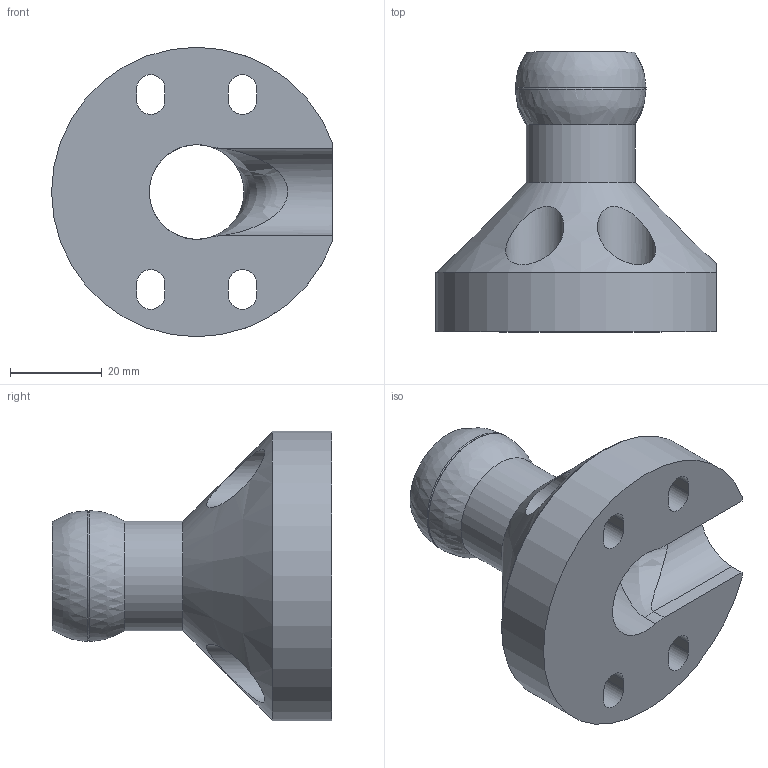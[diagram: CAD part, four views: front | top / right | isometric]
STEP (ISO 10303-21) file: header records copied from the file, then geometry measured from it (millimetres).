
FILE_DESCRIPTION (( 'STEP AP214' ), '1' );
FILE_NAME ('SLM-1.STEP', '2023-03-09T11:33:58', ( '' ), ( '' ), 'SwSTEP 2.0', 'SolidWorks 2021', '' );
FILE_SCHEMA (( 'AUTOMOTIVE_DESIGN' ));
Length unit declared in the file: inch
Products named in the file (1): SLM-1
Bounding box: 61.22 x 61 x 63.12 mm (x, y, z)
Volume: 53813.7 mm3; surface area: 17540.3 mm2
Topology: 1 solids, 1 shells, 41 faces, 102 edges, 68 vertices
Faces by surface type: cylinder 18, plane 18, bspline 4, cone 1
Full cylindrical faces by diameter (mm): 12.7 x4, 20.638 x1, 23.812 x1
Entity records: 2005 total; most frequent: CARTESIAN_POINT 1033, DIRECTION 190, ORIENTED_EDGE 176, EDGE_CURVE 88, AXIS2_PLACEMENT_3D 72, EDGE_LOOP 64, VERTEX_POINT 62, FACE_OUTER_BOUND 48
